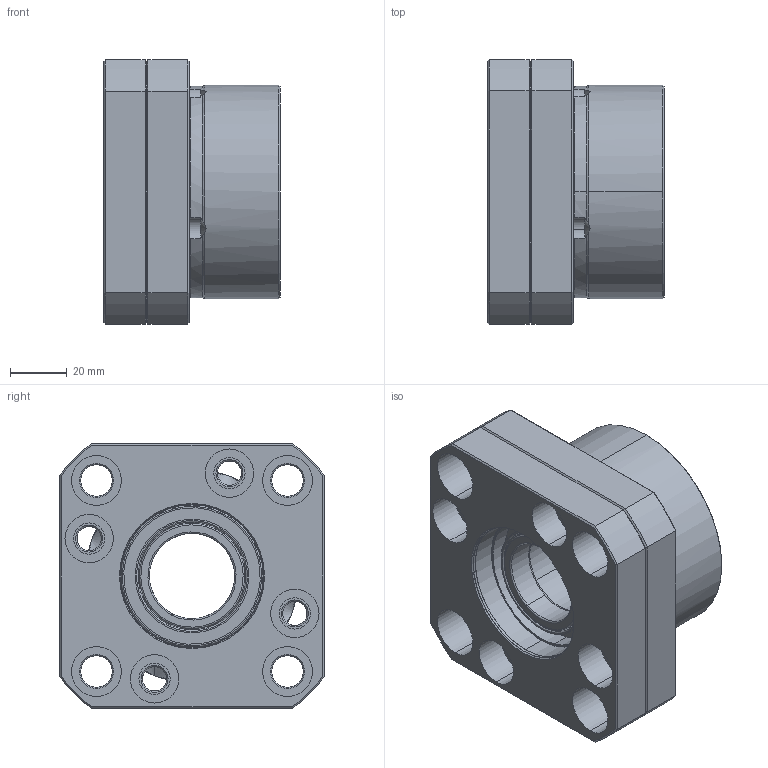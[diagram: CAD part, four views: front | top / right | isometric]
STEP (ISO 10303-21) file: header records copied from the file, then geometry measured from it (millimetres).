
FILE_DESCRIPTION (( 'STEP AP203' ), '1' );
FILE_NAME ('FK30²Õ¦X¥ó.STEP', '2013-01-08T07:44:06', ( '' ), ( '' ), 'SwSTEP 2.0', 'SolidWorks 2012', '' );
FILE_SCHEMA (( 'CONFIG_CONTROL_DESIGN' ));
Length unit declared in the file: millimetre
Products named in the file (9): FK30蓋; EAFK30; 7206內圈; 7206鋼珠9.525; FK系列密封圈_FK30密封圈; 7206外圈; FK30組合件; 7206; FK30
Assembly tree (23 placements, depth 3):
  FK30組合件
    FK30
    7206  x2
      7206外圈
      7206內圈
      7206鋼珠9.525
    FK30蓋
    EAFK30  x2
    FK系列密封圈_FK30密封圈  x2
Bounding box: 62 x 93 x 93 mm (x, y, z)
Volume: 262019.9 mm3; surface area: 107782 mm2
Topology: 36 solids, 36 shells, 406 faces, 968 edges, 591 vertices
Faces by surface type: cylinder 117, torus 107, cone 73, plane 57, sphere 52
Entity records: 9293 total; most frequent: CARTESIAN_POINT 1565, DIRECTION 1506, ORIENTED_EDGE 1232, AXIS2_PLACEMENT_3D 664, EDGE_CURVE 616, CIRCLE 367, VERTEX_POINT 367, EDGE_LOOP 321
